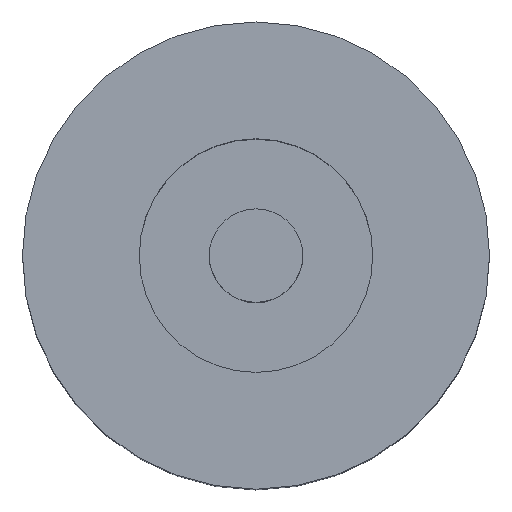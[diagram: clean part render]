
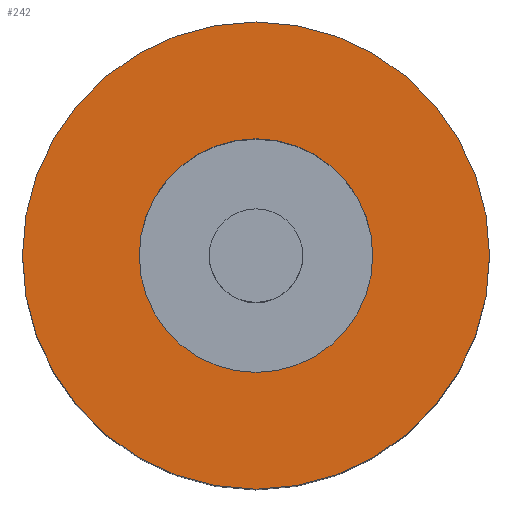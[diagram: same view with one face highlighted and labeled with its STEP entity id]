
A CAD part, top view. The second image highlights one B-rep face of the part: STEP entity #242.
In plain terms, the highlighted planar face has unit normal (0, 0, 1).
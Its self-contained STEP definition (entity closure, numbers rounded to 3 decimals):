
#29=CARTESIAN_POINT('',(0.,0.,10.));
#30=DIRECTION('',(0.,0.,1.));
#31=DIRECTION('',(1.,0.,0.));
#32=AXIS2_PLACEMENT_3D('',#29,#30,#31);
#34=CARTESIAN_POINT('',(0.,0.,10.));
#35=DIRECTION('',(0.,0.,1.));
#36=DIRECTION('',(-1.,0.,0.));
#37=AXIS2_PLACEMENT_3D('',#34,#35,#36);
#39=CARTESIAN_POINT('',(0.,0.,10.));
#40=DIRECTION('',(0.,0.,1.));
#41=DIRECTION('',(1.,0.,0.));
#42=AXIS2_PLACEMENT_3D('',#39,#40,#41);
#44=CARTESIAN_POINT('',(0.,0.,10.));
#45=DIRECTION('',(0.,0.,1.));
#46=DIRECTION('',(-1.,0.,0.));
#47=AXIS2_PLACEMENT_3D('',#44,#45,#46);
#145=CARTESIAN_POINT('',(5.,0.,10.));
#146=CARTESIAN_POINT('',(-5.,0.,10.));
#147=VERTEX_POINT('',#145);
#148=VERTEX_POINT('',#146);
#153=CARTESIAN_POINT('',(2.5,0.,10.));
#154=CARTESIAN_POINT('',(-2.5,0.,10.));
#155=VERTEX_POINT('',#153);
#156=VERTEX_POINT('',#154);
#227=CARTESIAN_POINT('',(0.,0.,10.));
#228=DIRECTION('',(0.,0.,1.));
#229=DIRECTION('',(1.,0.,0.));
#230=AXIS2_PLACEMENT_3D('',#227,#228,#229);
#231=PLANE('',#230);
#232=ORIENTED_EDGE('',*,*,#207,.F.);
#233=ORIENTED_EDGE('',*,*,#221,.F.);
#234=EDGE_LOOP('',(#232,#233));
#235=FACE_OUTER_BOUND('',#234,.F.);
#237=ORIENTED_EDGE('',*,*,#236,.T.);
#239=ORIENTED_EDGE('',*,*,#238,.T.);
#240=EDGE_LOOP('',(#237,#239));
#241=FACE_BOUND('',#240,.F.);
#33=CIRCLE('',#32,5.);
#38=CIRCLE('',#37,5.);
#43=CIRCLE('',#42,2.5);
#48=CIRCLE('',#47,2.5);
#207=EDGE_CURVE('',#147,#148,#33,.T.);
#221=EDGE_CURVE('',#148,#147,#38,.T.);
#236=EDGE_CURVE('',#155,#156,#43,.T.);
#238=EDGE_CURVE('',#156,#155,#48,.T.);
#242=ADVANCED_FACE('',(#235,#241),#231,.T.);
